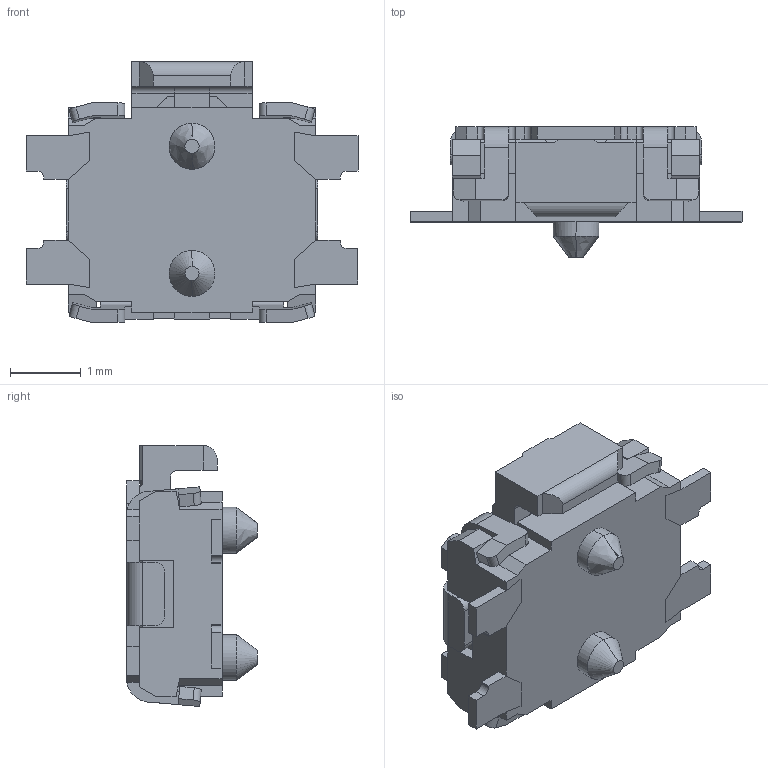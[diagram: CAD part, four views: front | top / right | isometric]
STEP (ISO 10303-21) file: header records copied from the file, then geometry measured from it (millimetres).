
FILE_DESCRIPTION (( 'STEP AP214' ), '1' );
FILE_NAME ('EVQ-P7L01P.STEP', '2019-05-11T23:13:12', ( '' ), ( '' ), 'SwSTEP 2.0', 'SolidWorks 2017', '' );
FILE_SCHEMA (( 'AUTOMOTIVE_DESIGN' ));
Length unit declared in the file: millimetre
Products named in the file (1): EVQ-P7L01P
Bounding box: 4.7 x 1.85 x 3.69 mm (x, y, z)
Volume: 13.3 mm3; surface area: 80.9 mm2
Topology: 7 solids, 7 shells, 323 faces, 886 edges, 580 vertices
Faces by surface type: plane 259, cylinder 56, bspline 8
Entity records: 10292 total; most frequent: CARTESIAN_POINT 1946, ORIENTED_EDGE 1772, DIRECTION 1624, EDGE_CURVE 886, VECTOR 756, LINE 756, VERTEX_POINT 580, AXIS2_PLACEMENT_3D 434
